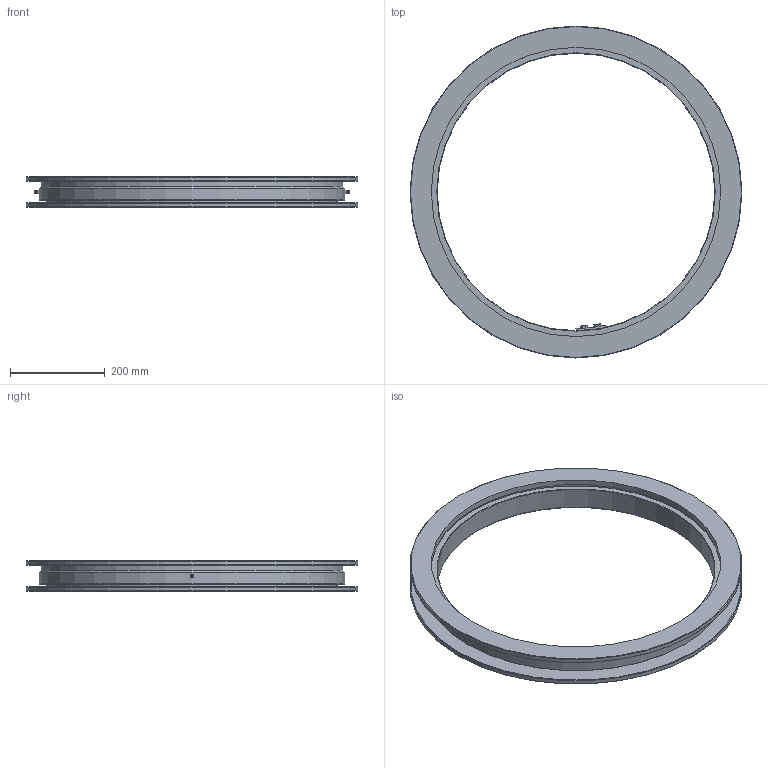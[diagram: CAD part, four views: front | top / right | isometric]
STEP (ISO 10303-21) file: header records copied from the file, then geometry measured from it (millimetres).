
FILE_DESCRIPTION (( 'STEP AP214' ), '1' );
FILE_NAME ('U.700.14 - Cast Iron.STEP', '2021-01-27T11:55:52', ( '' ), ( '' ), 'SwSTEP 2.0', 'SolidWorks 2016', '' );
FILE_SCHEMA (( 'AUTOMOTIVE_DESIGN' ));
Length unit declared in the file: millimetre
Products named in the file (7): U.700.14 - Cast Iron; U.700.14 - OR; Grease nipple M6x1mm; U.700.14 - IR; Ball D14; Hex Bolt M8x15mm_A4-70; U.700.14 - Plug
Assembly tree (107 placements, depth 2):
  U.700.14 - Cast Iron
    U.700.14 - IR
    U.700.14 - OR
    Ball D14  x100
    Grease nipple M6x1mm  x2
    U.700.14 - Plug
    Hex Bolt M8x15mm_A4-70  x2
Bounding box: 700 x 700 x 65 mm (x, y, z)
Volume: 4016198.9 mm3; surface area: 895018.4 mm2
Topology: 107 solids, 107 shells, 229 faces, 574 edges, 366 vertices
Faces by surface type: sphere 100, cone 50, plane 49, cylinder 22, torus 8
Full cylindrical faces by diameter (mm): 2.5 x2, 3 x1, 5 x1, 6 x2, 8 x4, 585 x1, 610 x1, 612 x2, 616 x2, 636 x1, 644.391 x1, 700 x2
Entity records: 3639 total; most frequent: CARTESIAN_POINT 1043, DIRECTION 542, ORIENTED_EDGE 266, AXIS2_PLACEMENT_3D 258, EDGE_LOOP 138, EDGE_CURVE 133, PRODUCT_DEFINITION_SHAPE 114, CONTEXT_DEPENDENT_SHAPE_REPRESENTATION 107
